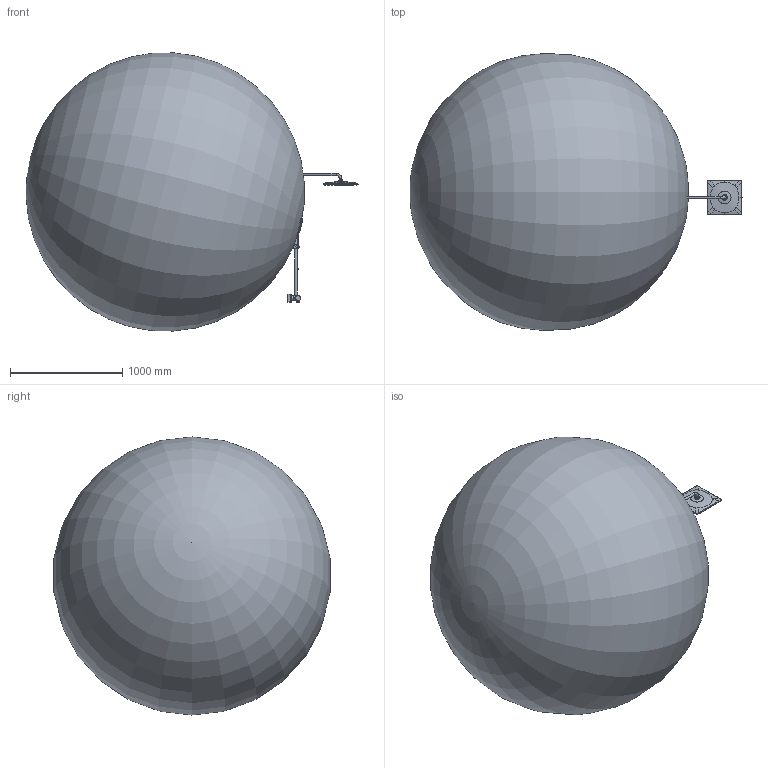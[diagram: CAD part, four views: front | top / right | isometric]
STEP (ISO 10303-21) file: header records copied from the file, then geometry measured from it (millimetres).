
FILE_DESCRIPTION(/* description */ ('Unknown'),/* implementation_level */ '2;1');
FILE_NAME(/* name */ '26649000',/* time_stamp */ '2022-09-09T13:52:11+02:00',/* author */ ('Unknown'),/* organization */ ('GROHE AG'),/* preprocessor_version */ 'ST-DEVELOPER v16.7',/* originating_system */ 'DEX',/* authorisation */ $);
FILE_SCHEMA (('AUTOMOTIVE_DESIGN {1 0 10303 214 3 1 1}'));
Products named in the file (9): 26649000; 26649000_0; id77; 20161121_SQUARE_LOZENGE_NOZZLES_RADIUS; 20161121_SQUARE_SPRAYFACE_RADIUS; cnet_srf; EXTRUDE#636; squareplate
Assembly tree (8 placements, depth 2):
  26649000
    26649000
    26649000_0
    id77
    20161121_SQUARE_LOZENGE_NOZZLES_RADIUS
    20161121_SQUARE_SPRAYFACE_RADIUS
    cnet_srf
    EXTRUDE#636
    squareplate
Bounding box: 2964.02 x 2469.11 x 2482.88 mm (x, y, z)
Volume: 37765.5 mm3; surface area: 22144070.6 mm2
Topology: 2 solids, 698 shells, 1252 faces, 5601 edges, 4771 vertices
Faces by surface type: torus 487, bspline 415, cylinder 213, plane 96, sphere 30, cone 11
Full cylindrical faces by diameter (mm): 3.6 x57, 4 x61, 5 x2, 15 x1, 16 x1, 18 x1, 19.9 x1, 20.96 x1, 22 x4, 23 x2, 31.3 x1, 36 x6, 39 x2, 40 x2, 48 x3, 50.2 x1
Entity records: 78399 total; most frequent: CARTESIAN_POINT 53868, ORIENTED_EDGE 4121, EDGE_CURVE 3162, VERTEX_POINT 2691, DIRECTION 2286, B_SPLINE_CURVE_WITH_KNOTS 2239, FACE_BOUND 1780, EDGE_LOOP 1779
